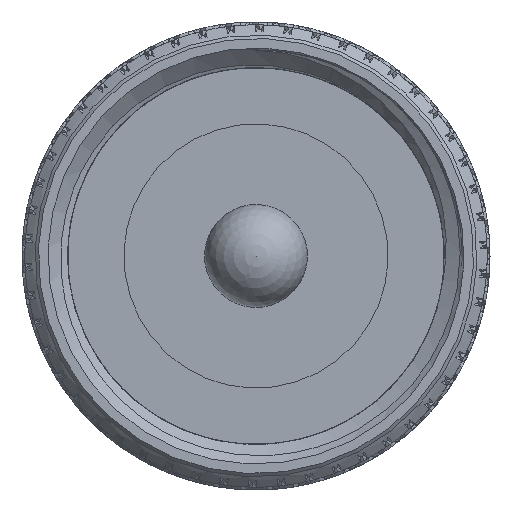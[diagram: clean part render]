
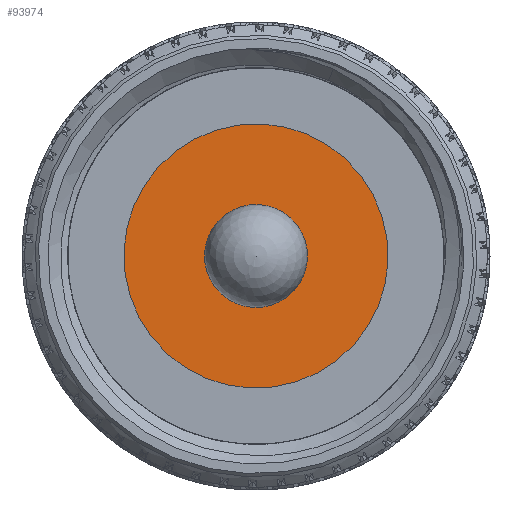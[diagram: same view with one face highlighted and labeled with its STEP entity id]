
A CAD part, left-side view. The second image highlights one B-rep face of the part: STEP entity #93974.
In plain terms, the highlighted planar face has unit normal (-1, 0, 0).
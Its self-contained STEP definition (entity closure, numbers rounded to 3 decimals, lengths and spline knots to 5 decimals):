
#7667 = AXIS2_PLACEMENT_3D ( 'NONE', #122154, #44024, #10075 ) ;
#10075 = DIRECTION ( 'NONE',  ( 0., 1., 0. ) ) ;
#11294 = DIRECTION ( 'NONE',  ( -1., 0., 0. ) ) ;
#13498 = DIRECTION ( 'NONE',  ( -1., 0., 0. ) ) ;
#16274 = AXIS2_PLACEMENT_3D ( 'NONE', #112371, #11294, #124853 ) ;
#22595 = FACE_BOUND ( 'NONE', #111799, .T. ) ;
#25299 = CARTESIAN_POINT ( 'NONE',  ( 0.425, -0.07637, 0.18484 ) ) ;
#41897 = EDGE_CURVE ( 'NONE', #99836, #99836, #103336, .T. ) ;
#44024 = DIRECTION ( 'NONE',  ( -1., 0., 0. ) ) ;
#64428 = EDGE_CURVE ( 'NONE', #124872, #124872, #129427, .T. ) ;
#66132 = PLANE ( 'NONE',  #7667 ) ;
#73417 = EDGE_LOOP ( 'NONE', ( #127869 ) ) ;
#86789 = FACE_OUTER_BOUND ( 'NONE', #73417, .T. ) ;
#93974 = ADVANCED_FACE ( 'NONE', ( #22595, #86789 ), #66132, .T. ) ;
#97651 = CARTESIAN_POINT ( 'NONE',  ( 0.425, -0.02978, 0.07209 ) ) ;
#99836 = VERTEX_POINT ( 'NONE', #97651 ) ;
#100118 = ORIENTED_EDGE ( 'NONE', *, *, #41897, .F. ) ;
#103336 = CIRCLE ( 'NONE', #16274, 0.078 ) ;
#104196 = CARTESIAN_POINT ( 'NONE',  ( 0.425, 0., 0. ) ) ;
#111799 = EDGE_LOOP ( 'NONE', ( #100118 ) ) ;
#112371 = CARTESIAN_POINT ( 'NONE',  ( 0.425, 0., 0. ) ) ;
#113017 = AXIS2_PLACEMENT_3D ( 'NONE', #104196, #13498, #116001 ) ;
#116001 = DIRECTION ( 'NONE',  ( 0., -0.382, 0.924 ) ) ;
#122154 = CARTESIAN_POINT ( 'NONE',  ( 0.425, 0., 0. ) ) ;
#124853 = DIRECTION ( 'NONE',  ( 0., -0.382, 0.924 ) ) ;
#124872 = VERTEX_POINT ( 'NONE', #25299 ) ;
#127869 = ORIENTED_EDGE ( 'NONE', *, *, #64428, .T. ) ;
#129427 = CIRCLE ( 'NONE', #113017, 0.2 ) ;
